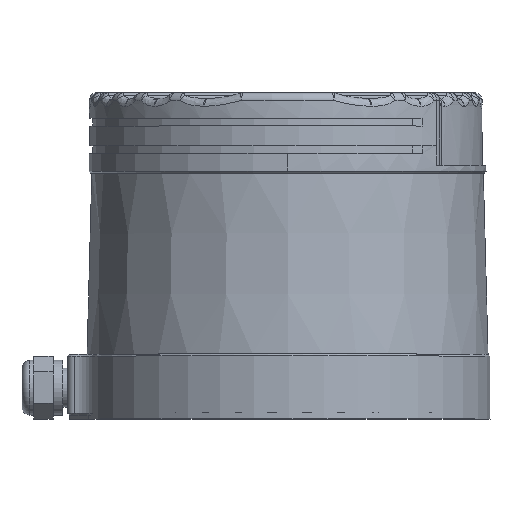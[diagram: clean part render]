
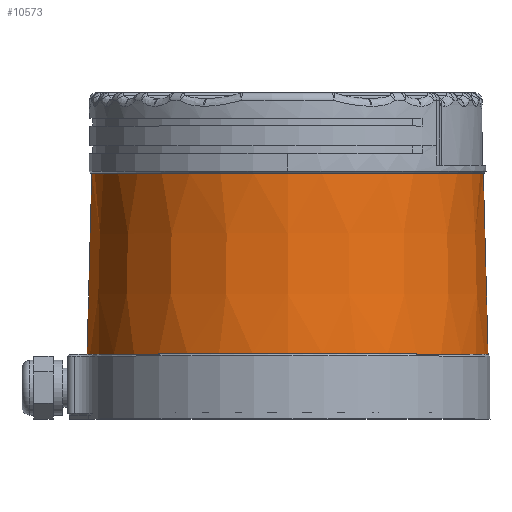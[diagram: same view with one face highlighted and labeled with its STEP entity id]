
A CAD part, top view. The second image highlights one B-rep face of the part: STEP entity #10573.
In plain terms, the highlighted conical face has half-angle 1.5 degrees and reference radius 50.398 mm.
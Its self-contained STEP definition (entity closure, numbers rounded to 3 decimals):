
#10477=DIRECTION('',(-0.026,0.,1.));
#10478=VECTOR('',#10477,46.016);
#10479=CARTESIAN_POINT('',(-49.795,0.,-46.));
#10480=LINE('',#10479,#10478);
#10481=CARTESIAN_POINT('',(0.,0.,-46.));
#10482=DIRECTION('',(0.,0.,-1.));
#10483=DIRECTION('',(-1.,0.,0.));
#10484=AXIS2_PLACEMENT_3D('',#10481,#10482,#10483);
#10486=DIRECTION('',(0.026,0.,1.));
#10487=VECTOR('',#10486,46.016);
#10488=CARTESIAN_POINT('',(49.795,0.,-46.));
#10489=LINE('',#10488,#10487);
#10523=CARTESIAN_POINT('',(0.,0.,0.));
#10524=DIRECTION('',(0.,0.,-1.));
#10525=DIRECTION('',(-1.,0.,0.));
#10526=AXIS2_PLACEMENT_3D('',#10523,#10524,#10525);
#10528=CARTESIAN_POINT('',(-49.795,0.,-46.));
#10529=CARTESIAN_POINT('',(-51.,0.,0.));
#10530=VERTEX_POINT('',#10528);
#10531=VERTEX_POINT('',#10529);
#10536=CARTESIAN_POINT('',(49.795,0.,-46.));
#10537=CARTESIAN_POINT('',(51.,0.,0.));
#10538=VERTEX_POINT('',#10536);
#10539=VERTEX_POINT('',#10537);
#10560=CARTESIAN_POINT('',(0.,0.,-23.));
#10561=DIRECTION('',(0.,0.,1.));
#10562=DIRECTION('',(-1.,0.,0.));
#10563=AXIS2_PLACEMENT_3D('',#10560,#10561,#10562);
#10564=CONICAL_SURFACE('',#10563,50.398,1.5);
#10565=ORIENTED_EDGE('',*,*,#10549,.F.);
#10567=ORIENTED_EDGE('',*,*,#10566,.T.);
#10568=ORIENTED_EDGE('',*,*,#10553,.T.);
#10570=ORIENTED_EDGE('',*,*,#10569,.F.);
#10571=EDGE_LOOP('',(#10565,#10567,#10568,#10570));
#10572=FACE_OUTER_BOUND('',#10571,.F.);
#10485=CIRCLE('',#10484,49.795);
#10527=CIRCLE('',#10526,51.);
#10549=EDGE_CURVE('',#10530,#10531,#10480,.T.);
#10553=EDGE_CURVE('',#10538,#10539,#10489,.T.);
#10566=EDGE_CURVE('',#10530,#10538,#10485,.T.);
#10569=EDGE_CURVE('',#10531,#10539,#10527,.T.);
#10573=ADVANCED_FACE('',(#10572),#10564,.T.);
